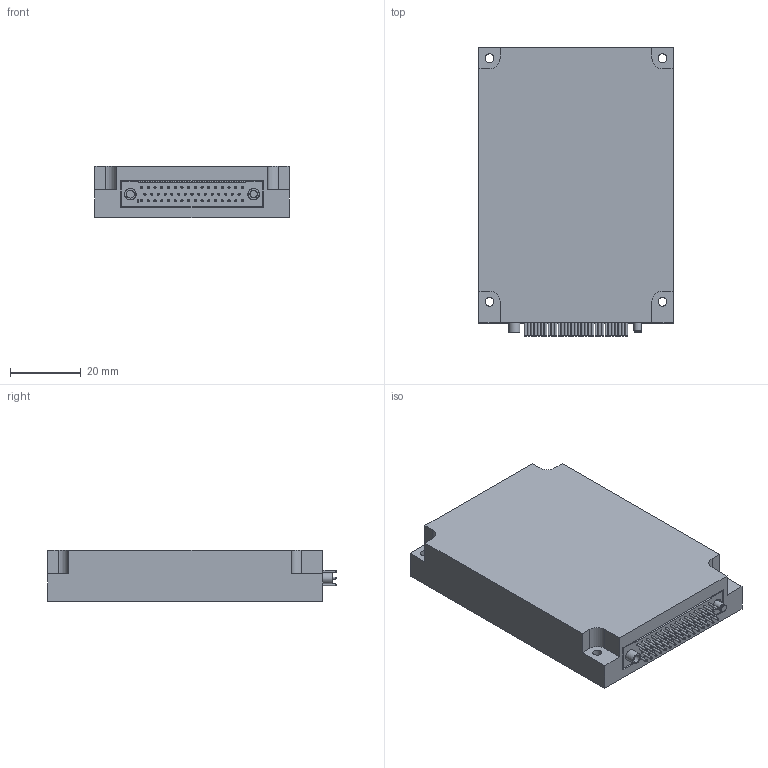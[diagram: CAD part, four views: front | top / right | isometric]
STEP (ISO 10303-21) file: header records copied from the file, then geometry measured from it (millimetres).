
FILE_DESCRIPTION(/* description */ ('Unknown'),/* implementation_level */ '2;1');
FILE_NAME(/* name */ 'M8108001',/* time_stamp */ '2020-04-09T17:26:03-04:00',/* author */ ('Unknown'),/* organization */ ('Unknown'),/* preprocessor_version */ 'ST-DEVELOPER v16.7',/* originating_system */ 'DEX',/* authorisation */ $);
FILE_SCHEMA (('CONFIG_CONTROL_DESIGN'));
Length unit declared in the file: millimetre
Products named in the file (3): M8108001; MAIN BODY; RM372-047-311-2900
Assembly tree (2 placements, depth 2):
  M8108001
    MAIN BODY
    RM372-047-311-2900
Bounding box: 55 x 81.81 x 14.5 mm (x, y, z)
Volume: 60210.3 mm3; surface area: 15927 mm2
Topology: 2 solids, 2 shells, 763 faces, 2111 edges, 1388 vertices
Faces by surface type: plane 457, cylinder 210, sphere 47, torus 47, cone 1, bspline 1
Full cylindrical faces by diameter (mm): 0.508 x47, 0.617 x78, 1.778 x1, 2.032 x1, 2.184 x5, 2.235 x1, 2.5 x4, 3.175 x2, 3.302 x4
Entity records: 31863 total; most frequent: CARTESIAN_POINT 8547, ORIENTED_EDGE 3658, DIRECTION 3558, EDGE_CURVE 1829, VERTEX_POINT 1297, AXIS2_PLACEMENT_3D 1213, LINE 1132, VECTOR 1132
